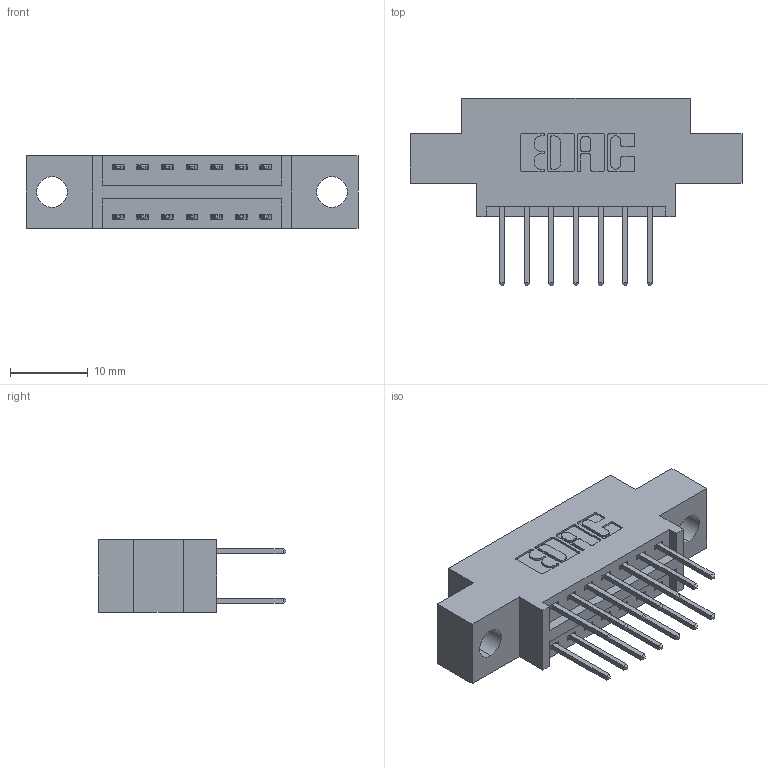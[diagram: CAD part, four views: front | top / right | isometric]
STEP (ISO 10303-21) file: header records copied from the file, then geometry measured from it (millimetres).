
FILE_DESCRIPTION (( 'STEP AP203' ), '1' );
FILE_NAME ('396-014-526-804.STEP', '2018-08-31T09:54:02', ( '' ), ( '' ), 'SwSTEP 2.0', 'SolidWorks 2016', '' );
FILE_SCHEMA (( 'CONFIG_CONTROL_DESIGN' ));
Length unit declared in the file: inch
Products named in the file (3): 346 Part_0.170 Offset - 0.156 Dia-TH; 345-292-001_345-293-126; 396-014-526-804
Assembly tree (15 placements, depth 2):
  396-014-526-804
    346 Part_0.170 Offset - 0.156 Dia-TH
    345-292-001_345-293-126  x14
Bounding box: 42.8 x 24.13 x 9.4 mm (x, y, z)
Volume: 3682.1 mm3; surface area: 4606.9 mm2
Topology: 15 solids, 15 shells, 854 faces, 2511 edges, 1654 vertices
Faces by surface type: plane 570, cylinder 284
Entity records: 9433 total; most frequent: CARTESIAN_POINT 1604, ORIENTED_EDGE 1538, DIRECTION 1465, EDGE_CURVE 769, VECTOR 609, LINE 609, VERTEX_POINT 510, AXIS2_PLACEMENT_3D 428
